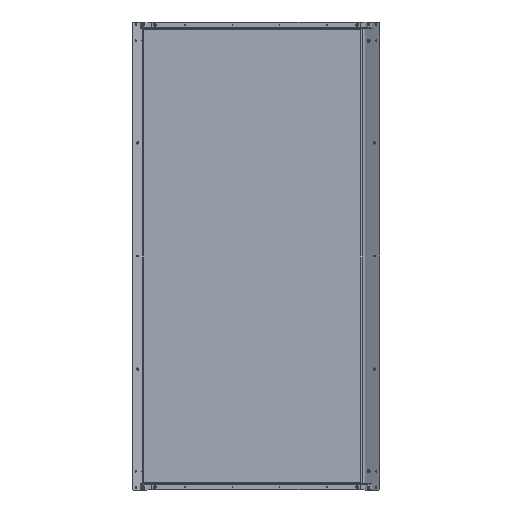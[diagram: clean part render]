
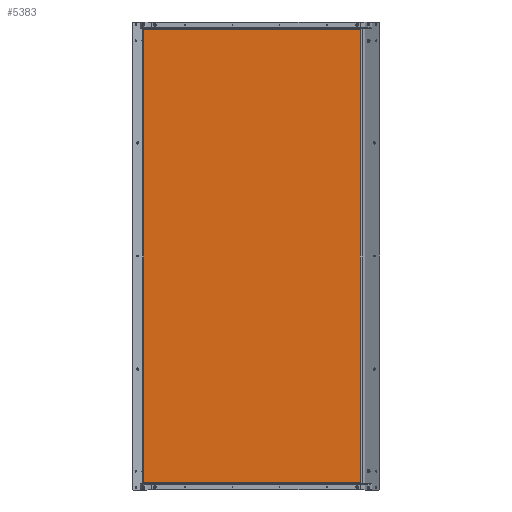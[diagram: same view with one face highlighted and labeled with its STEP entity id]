
A CAD part, front view. The second image highlights one B-rep face of the part: STEP entity #5383.
In plain terms, the highlighted planar face has unit normal (0, -1, 0).
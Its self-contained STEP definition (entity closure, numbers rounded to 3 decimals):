
#206 = EDGE_CURVE ( 'NONE', #9514, #12813, #977, .T. ) ;
#528 = VECTOR ( 'NONE', #7027, 1000. ) ;
#977 = LINE ( 'NONE', #10159, #528 ) ;
#998 = DIRECTION ( 'NONE',  ( 0., 1., 0. ) ) ;
#1399 = CARTESIAN_POINT ( 'NONE',  ( 1200., -25., 573. ) ) ;
#1555 = ORIENTED_EDGE ( 'NONE', *, *, #5101, .F. ) ;
#1739 = VECTOR ( 'NONE', #6590, 1000. ) ;
#1742 = CARTESIAN_POINT ( 'NONE',  ( 0., -25., 0. ) ) ;
#2197 = VECTOR ( 'NONE', #7783, 1000. ) ;
#2276 = DIRECTION ( 'NONE',  ( 0., 0., 1. ) ) ;
#2401 = LINE ( 'NONE', #1399, #1739 ) ;
#2730 = LINE ( 'NONE', #3725, #2197 ) ;
#2804 = CARTESIAN_POINT ( 'NONE',  ( 1200., -25., 570. ) ) ;
#2975 = ORIENTED_EDGE ( 'NONE', *, *, #206, .F. ) ;
#3265 = CARTESIAN_POINT ( 'NONE',  ( -1200., -25., 573. ) ) ;
#3369 = CARTESIAN_POINT ( 'NONE',  ( -1200., -25., -580. ) ) ;
#3546 = VECTOR ( 'NONE', #2276, 1000. ) ;
#3725 = CARTESIAN_POINT ( 'NONE',  ( 4825.051, -25., 570. ) ) ;
#4298 = CARTESIAN_POINT ( 'NONE',  ( -1200., -25., 570. ) ) ;
#5101 = EDGE_CURVE ( 'NONE', #12813, #8218, #11414, .T. ) ;
#5181 = CARTESIAN_POINT ( 'NONE',  ( 1200., -25., -580. ) ) ;
#5383 = ADVANCED_FACE ( 'NONE', ( #11055 ), #13000, .F. ) ;
#5490 = ORIENTED_EDGE ( 'NONE', *, *, #11299, .T. ) ;
#5800 = DIRECTION ( 'NONE',  ( 0., 0., -1. ) ) ;
#6590 = DIRECTION ( 'NONE',  ( 0., 0., -1. ) ) ;
#7027 = DIRECTION ( 'NONE',  ( -1., 0., 0. ) ) ;
#7505 = ORIENTED_EDGE ( 'NONE', *, *, #9773, .F. ) ;
#7783 = DIRECTION ( 'NONE',  ( -1., 0., 0. ) ) ;
#8218 = VERTEX_POINT ( 'NONE', #4298 ) ;
#8643 = EDGE_LOOP ( 'NONE', ( #1555, #2975, #7505, #5490 ) ) ;
#9474 = VERTEX_POINT ( 'NONE', #2804 ) ;
#9514 = VERTEX_POINT ( 'NONE', #5181 ) ;
#9773 = EDGE_CURVE ( 'NONE', #9474, #9514, #2401, .T. ) ;
#10159 = CARTESIAN_POINT ( 'NONE',  ( 1200., -25., -580. ) ) ;
#11055 = FACE_OUTER_BOUND ( 'NONE', #8643, .T. ) ;
#11299 = EDGE_CURVE ( 'NONE', #9474, #8218, #2730, .T. ) ;
#11414 = LINE ( 'NONE', #3265, #3546 ) ;
#12374 = AXIS2_PLACEMENT_3D ( 'NONE', #1742, #998, #5800 ) ;
#12813 = VERTEX_POINT ( 'NONE', #3369 ) ;
#13000 = PLANE ( 'NONE',  #12374 ) ;
